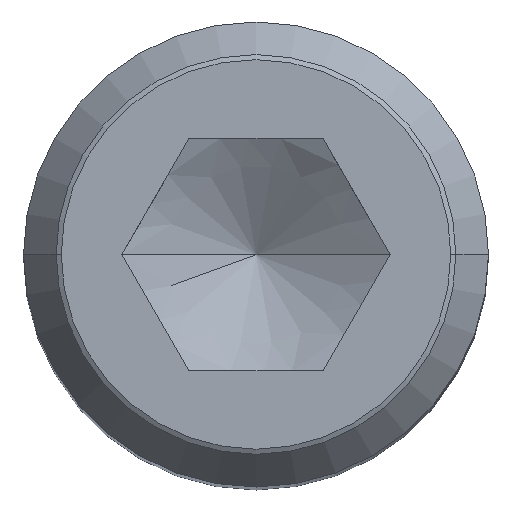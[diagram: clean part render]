
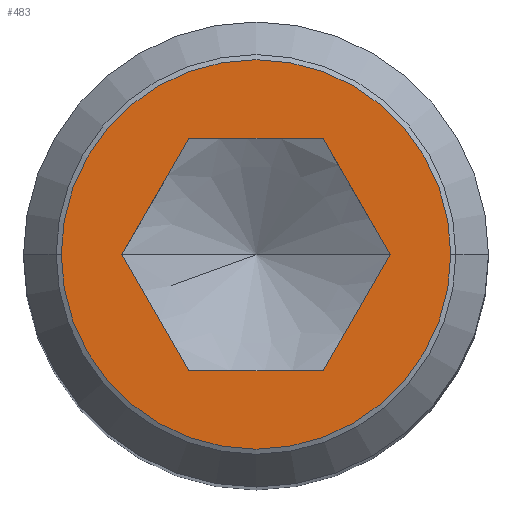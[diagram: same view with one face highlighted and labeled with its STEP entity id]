
A CAD part, top view. The second image highlights one B-rep face of the part: STEP entity #483.
In plain terms, the highlighted planar face has unit normal (0, 0, 1).
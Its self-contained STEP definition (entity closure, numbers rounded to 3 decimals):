
#483=ADVANCED_FACE('',(#954,#955),#956,.T.);
#954=FACE_BOUND('',#1419,.T.);
#955=FACE_OUTER_BOUND('',#1420,.T.);
#956=PLANE('',#1421);
#1419=EDGE_LOOP('',(#2648,#2649,#2650,#2651,#2652,#2653));
#1420=EDGE_LOOP('',(#2654,#2655));
#1421=AXIS2_PLACEMENT_3D('',#2656,#2657,#2658);
#2648=ORIENTED_EDGE('',*,*,#3114,.T.);
#2649=ORIENTED_EDGE('',*,*,#3125,.T.);
#2650=ORIENTED_EDGE('',*,*,#3121,.T.);
#2651=ORIENTED_EDGE('',*,*,#3117,.T.);
#2652=ORIENTED_EDGE('',*,*,#3107,.T.);
#2653=ORIENTED_EDGE('',*,*,#3111,.T.);
#2654=ORIENTED_EDGE('',*,*,#3104,.T.);
#2655=ORIENTED_EDGE('',*,*,#3127,.T.);
#2656=CARTESIAN_POINT('',(-3.57,0.,0.));
#2657=DIRECTION('',(0.0,0.0,1.0));
#2658=DIRECTION('',(-1.0,0.,0.0));
#3104=EDGE_CURVE('',#3739,#3741,#3743,.T.);
#3107=EDGE_CURVE('',#3747,#3745,#3748,.T.);
#3111=EDGE_CURVE('',#3745,#3751,#3753,.T.);
#3114=EDGE_CURVE('',#3751,#3755,#3757,.T.);
#3117=EDGE_CURVE('',#3761,#3747,#3762,.T.);
#3121=EDGE_CURVE('',#3767,#3761,#3768,.T.);
#3125=EDGE_CURVE('',#3755,#3767,#3772,.T.);
#3127=EDGE_CURVE('',#3741,#3739,#3774,.T.);
#3739=VERTEX_POINT('',#4651);
#3741=VERTEX_POINT('',#4654);
#3743=CIRCLE('',#4657,4.188);
#3745=VERTEX_POINT('',#4659);
#3747=VERTEX_POINT('',#4662);
#3748=LINE('',#4663,#4664);
#3751=VERTEX_POINT('',#4668);
#3753=LINE('',#4671,#4672);
#3755=VERTEX_POINT('',#4674);
#3757=LINE('',#4677,#4678);
#3761=VERTEX_POINT('',#4691);
#3762=LINE('',#4692,#4693);
#3767=VERTEX_POINT('',#4708);
#3768=LINE('',#4709,#4710);
#3772=LINE('',#4724,#4725);
#3774=CIRCLE('',#4727,4.188);
#4651=CARTESIAN_POINT('',(-4.188,0.,0.));
#4654=CARTESIAN_POINT('',(4.188,0.,0.));
#4657=AXIS2_PLACEMENT_3D('',#5146,#5147,#5148);
#4659=CARTESIAN_POINT('',(1.443,-2.5,0.));
#4662=CARTESIAN_POINT('',(2.887,0.0,0.));
#4663=CARTESIAN_POINT('',(1.804,-1.875,0.));
#4664=VECTOR('',#5150,1.0);
#4668=CARTESIAN_POINT('',(-1.443,-2.5,0.));
#4671=CARTESIAN_POINT('',(-0.722,-2.5,0.));
#4672=VECTOR('',#5153,1.0);
#4674=CARTESIAN_POINT('',(-2.887,0.0,0.));
#4677=CARTESIAN_POINT('',(-2.526,-0.625,0.));
#4678=VECTOR('',#5155,1.0);
#4691=CARTESIAN_POINT('',(1.443,2.5,0.));
#4692=CARTESIAN_POINT('',(2.526,0.625,0.));
#4693=VECTOR('',#5156,1.0);
#4708=CARTESIAN_POINT('',(-1.443,2.5,0.));
#4709=CARTESIAN_POINT('',(0.722,2.5,0.));
#4710=VECTOR('',#5158,1.0);
#4724=CARTESIAN_POINT('',(-1.804,1.875,0.));
#4725=VECTOR('',#5160,1.0);
#4727=AXIS2_PLACEMENT_3D('',#5161,#5162,#5163);
#5146=CARTESIAN_POINT('',(0.,0.,0.));
#5147=DIRECTION('',(0.0,0.0,1.0));
#5148=DIRECTION('',(-1.0,0.,0.0));
#5150=DIRECTION('',(-0.5,-0.866,0.));
#5153=DIRECTION('',(-1.0,0.0,0.0));
#5155=DIRECTION('',(-0.5,0.866,0.));
#5156=DIRECTION('',(0.5,-0.866,0.));
#5158=DIRECTION('',(1.0,0.0,0.0));
#5160=DIRECTION('',(0.5,0.866,0.));
#5161=CARTESIAN_POINT('',(0.,0.,0.));
#5162=DIRECTION('',(0.0,0.0,1.0));
#5163=DIRECTION('',(-1.0,0.,0.0));
